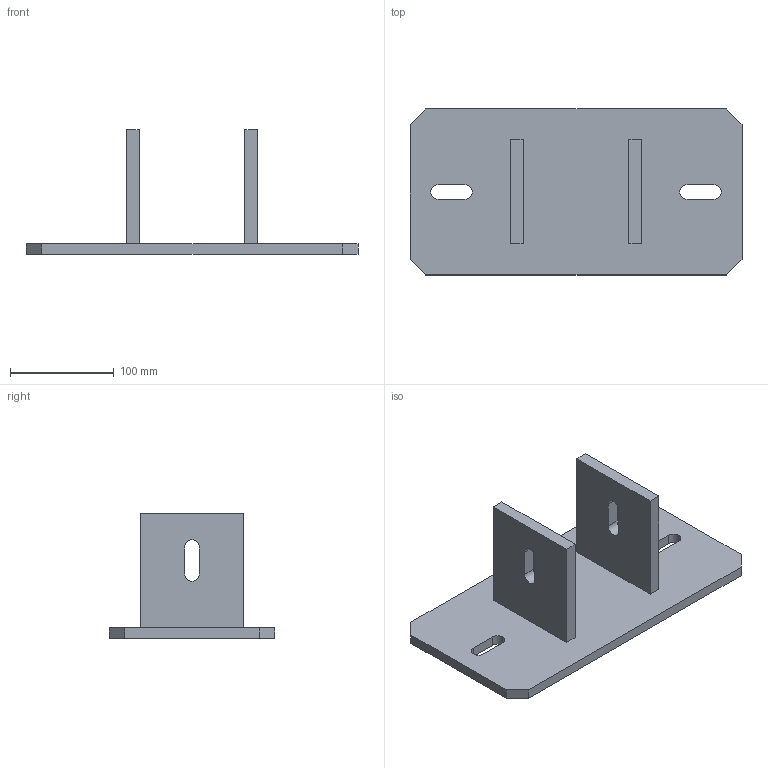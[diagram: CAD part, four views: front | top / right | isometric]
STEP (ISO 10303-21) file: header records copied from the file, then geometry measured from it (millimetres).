
FILE_DESCRIPTION (( 'STEP AP214' ), '1' );
FILE_NAME ('R953-116.STEP', '2024-06-21T15:43:12', ( '' ), ( '' ), 'SwSTEP 2.0', 'SolidWorks 2024', '' );
FILE_SCHEMA (( 'AUTOMOTIVE_DESIGN' ));
Length unit declared in the file: millimetre
Products named in the file (1): R953-116
Bounding box: 320 x 160 x 120 mm (x, y, z)
Volume: 748710.7 mm3; surface area: 164908.2 mm2
Topology: 3 solids, 3 shells, 42 faces, 108 edges, 72 vertices
Faces by surface type: plane 30, cylinder 12
Entity records: 1333 total; most frequent: CARTESIAN_POINT 223, DIRECTION 218, ORIENTED_EDGE 216, EDGE_CURVE 108, VECTOR 84, LINE 84, VERTEX_POINT 72, AXIS2_PLACEMENT_3D 67
